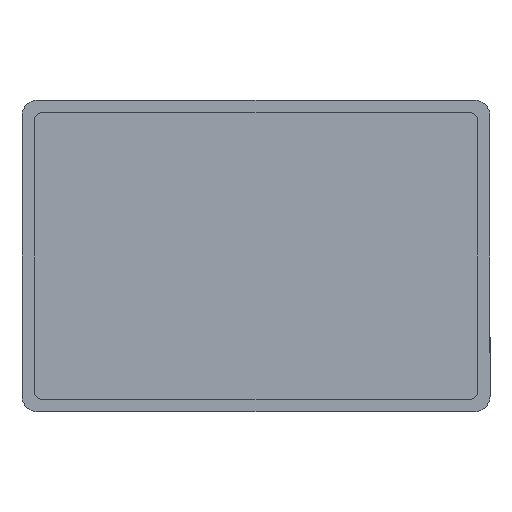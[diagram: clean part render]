
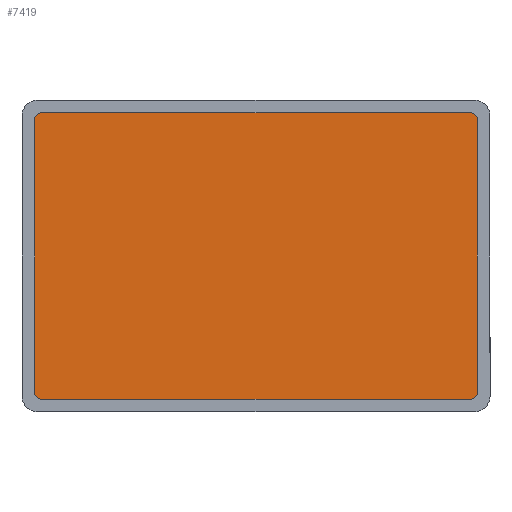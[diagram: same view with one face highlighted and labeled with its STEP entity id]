
A CAD part, front view. The second image highlights one B-rep face of the part: STEP entity #7419.
In plain terms, the highlighted planar face has unit normal (0, -1, 0).
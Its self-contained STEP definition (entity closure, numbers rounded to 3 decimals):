
#514 = AXIS2_PLACEMENT_3D ( 'NONE', #6804, #11717, #11929 ) ;
#701 = VERTEX_POINT ( 'NONE', #21315 ) ;
#900 = DIRECTION ( 'NONE',  ( 0., 0., 1. ) ) ;
#1031 = ORIENTED_EDGE ( 'NONE', *, *, #18576, .F. ) ;
#1325 = EDGE_CURVE ( 'NONE', #11293, #18695, #11238, .T. ) ;
#1433 = VERTEX_POINT ( 'NONE', #5013 ) ;
#1476 = LINE ( 'NONE', #4824, #20237 ) ;
#1652 = CARTESIAN_POINT ( 'NONE',  ( 283., 0., 174. ) ) ;
#2027 = CIRCLE ( 'NONE', #9678, 9. ) ;
#2224 = ORIENTED_EDGE ( 'NONE', *, *, #11168, .F. ) ;
#2567 = EDGE_CURVE ( 'NONE', #1433, #8932, #1476, .T. ) ;
#2795 = VERTEX_POINT ( 'NONE', #4370 ) ;
#2803 = CIRCLE ( 'NONE', #12897, 9. ) ;
#3482 = ORIENTED_EDGE ( 'NONE', *, *, #8666, .F. ) ;
#4069 = ORIENTED_EDGE ( 'NONE', *, *, #2567, .F. ) ;
#4370 = CARTESIAN_POINT ( 'NONE',  ( -274., 0., 183. ) ) ;
#4575 = EDGE_CURVE ( 'NONE', #8932, #7836, #2803, .T. ) ;
#4703 = EDGE_CURVE ( 'NONE', #2795, #21432, #18712, .T. ) ;
#4758 = DIRECTION ( 'NONE',  ( 0., 0., 1. ) ) ;
#4824 = CARTESIAN_POINT ( 'NONE',  ( -274., 0., -183. ) ) ;
#4918 = AXIS2_PLACEMENT_3D ( 'NONE', #14904, #19684, #4758 ) ;
#5013 = CARTESIAN_POINT ( 'NONE',  ( 274., 0., -183. ) ) ;
#5229 = CARTESIAN_POINT ( 'NONE',  ( 283., 0., -174. ) ) ;
#5301 = CARTESIAN_POINT ( 'NONE',  ( -274., 0., -183. ) ) ;
#6641 = DIRECTION ( 'NONE',  ( 0., 1., 0. ) ) ;
#6747 = DIRECTION ( 'NONE',  ( 0., 0., 1. ) ) ;
#6804 = CARTESIAN_POINT ( 'NONE',  ( -274., 0., -174. ) ) ;
#7419 = ADVANCED_FACE ( 'NONE', ( #16829 ), #15196, .F. ) ;
#7577 = DIRECTION ( 'NONE',  ( 1., 0., 0. ) ) ;
#7836 = VERTEX_POINT ( 'NONE', #15271 ) ;
#8666 = EDGE_CURVE ( 'NONE', #18695, #1433, #16757, .T. ) ;
#8932 = VERTEX_POINT ( 'NONE', #5301 ) ;
#9678 = AXIS2_PLACEMENT_3D ( 'NONE', #14387, #15802, #900 ) ;
#9754 = VECTOR ( 'NONE', #7577, 1000. ) ;
#11168 = EDGE_CURVE ( 'NONE', #701, #2795, #2027, .T. ) ;
#11238 = LINE ( 'NONE', #16567, #15542 ) ;
#11293 = VERTEX_POINT ( 'NONE', #1652 ) ;
#11485 = DIRECTION ( 'NONE',  ( -1., 0., 0. ) ) ;
#11668 = ORIENTED_EDGE ( 'NONE', *, *, #1325, .F. ) ;
#11717 = DIRECTION ( 'NONE',  ( 0., 1., 0. ) ) ;
#11929 = DIRECTION ( 'NONE',  ( 0., 0., 1. ) ) ;
#12866 = DIRECTION ( 'NONE',  ( 0., 0., -1. ) ) ;
#12897 = AXIS2_PLACEMENT_3D ( 'NONE', #16770, #6641, #6747 ) ;
#13626 = CARTESIAN_POINT ( 'NONE',  ( -283., 0., 174. ) ) ;
#13811 = CARTESIAN_POINT ( 'NONE',  ( 274., 0., 174. ) ) ;
#13900 = AXIS2_PLACEMENT_3D ( 'NONE', #13811, #19117, #20534 ) ;
#14387 = CARTESIAN_POINT ( 'NONE',  ( -274., 0., 174. ) ) ;
#14904 = CARTESIAN_POINT ( 'NONE',  ( 274., 0., -174. ) ) ;
#14946 = CIRCLE ( 'NONE', #13900, 9. ) ;
#14989 = ORIENTED_EDGE ( 'NONE', *, *, #4575, .F. ) ;
#15196 = PLANE ( 'NONE',  #514 ) ;
#15271 = CARTESIAN_POINT ( 'NONE',  ( -283., 0., -174. ) ) ;
#15365 = DIRECTION ( 'NONE',  ( 0., 0., 1. ) ) ;
#15396 = ORIENTED_EDGE ( 'NONE', *, *, #4703, .F. ) ;
#15469 = LINE ( 'NONE', #13626, #15667 ) ;
#15542 = VECTOR ( 'NONE', #12866, 1000. ) ;
#15667 = VECTOR ( 'NONE', #15365, 1000. ) ;
#15802 = DIRECTION ( 'NONE',  ( 0., 1., 0. ) ) ;
#16567 = CARTESIAN_POINT ( 'NONE',  ( 283., 0., 174. ) ) ;
#16757 = CIRCLE ( 'NONE', #4918, 9. ) ;
#16770 = CARTESIAN_POINT ( 'NONE',  ( -274., 0., -174. ) ) ;
#16829 = FACE_OUTER_BOUND ( 'NONE', #18295, .T. ) ;
#17396 = EDGE_CURVE ( 'NONE', #21432, #11293, #14946, .T. ) ;
#17699 = ORIENTED_EDGE ( 'NONE', *, *, #17396, .F. ) ;
#18295 = EDGE_LOOP ( 'NONE', ( #14989, #4069, #3482, #11668, #17699, #15396, #2224, #1031 ) ) ;
#18576 = EDGE_CURVE ( 'NONE', #7836, #701, #15469, .T. ) ;
#18609 = CARTESIAN_POINT ( 'NONE',  ( -274., 0., 183. ) ) ;
#18695 = VERTEX_POINT ( 'NONE', #5229 ) ;
#18712 = LINE ( 'NONE', #18609, #9754 ) ;
#19117 = DIRECTION ( 'NONE',  ( 0., 1., 0. ) ) ;
#19684 = DIRECTION ( 'NONE',  ( 0., 1., 0. ) ) ;
#20237 = VECTOR ( 'NONE', #11485, 1000. ) ;
#20534 = DIRECTION ( 'NONE',  ( 0., 0., 1. ) ) ;
#21273 = CARTESIAN_POINT ( 'NONE',  ( 274., 0., 183. ) ) ;
#21315 = CARTESIAN_POINT ( 'NONE',  ( -283., 0., 174. ) ) ;
#21432 = VERTEX_POINT ( 'NONE', #21273 ) ;
